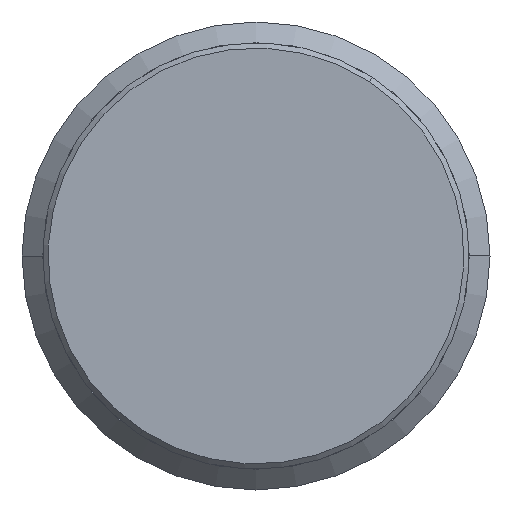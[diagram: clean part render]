
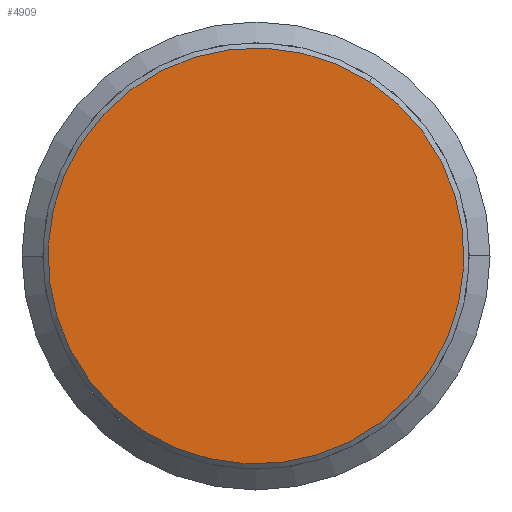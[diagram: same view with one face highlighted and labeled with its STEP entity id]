
A CAD part, left-side view. The second image highlights one B-rep face of the part: STEP entity #4909.
In plain terms, the highlighted planar face has unit normal (-1, 0, 0).
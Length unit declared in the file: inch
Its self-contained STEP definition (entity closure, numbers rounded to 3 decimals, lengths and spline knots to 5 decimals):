
#89 = EDGE_CURVE ( 'NONE', #2552, #2779, #2198, .T. ) ;
#447 = CARTESIAN_POINT ( 'NONE',  ( -0.01969, 0., 0. ) ) ;
#712 = CARTESIAN_POINT ( 'NONE',  ( -0.01969, 0., 0. ) ) ;
#1209 = ORIENTED_EDGE ( 'NONE', *, *, #3023, .F. ) ;
#1328 = DIRECTION ( 'NONE',  ( 0., 0.545, -0.838 ) ) ;
#1380 = EDGE_LOOP ( 'NONE', ( #4536, #1209 ) ) ;
#1779 = DIRECTION ( 'NONE',  ( 0., 0.545, -0.838 ) ) ;
#2198 = CIRCLE ( 'NONE', #5607, 0.31496 ) ;
#2310 = CARTESIAN_POINT ( 'NONE',  ( -0.01969, 0., 0. ) ) ;
#2552 = VERTEX_POINT ( 'NONE', #5234 ) ;
#2736 = DIRECTION ( 'NONE',  ( 1., 0., 0. ) ) ;
#2779 = VERTEX_POINT ( 'NONE', #3026 ) ;
#3023 = EDGE_CURVE ( 'NONE', #2779, #2552, #6392, .T. ) ;
#3026 = CARTESIAN_POINT ( 'NONE',  ( -0.01969, -0.17167, 0.26407 ) ) ;
#3847 = DIRECTION ( 'NONE',  ( 0., 0.545, -0.838 ) ) ;
#3856 = DIRECTION ( 'NONE',  ( 1., 0., 0. ) ) ;
#4529 = AXIS2_PLACEMENT_3D ( 'NONE', #447, #6341, #3847 ) ;
#4536 = ORIENTED_EDGE ( 'NONE', *, *, #89, .F. ) ;
#4909 = ADVANCED_FACE ( 'NONE', ( #5317 ), #5791, .F. ) ;
#5212 = AXIS2_PLACEMENT_3D ( 'NONE', #712, #2736, #1779 ) ;
#5234 = CARTESIAN_POINT ( 'NONE',  ( -0.01969, 0.17167, -0.26407 ) ) ;
#5317 = FACE_OUTER_BOUND ( 'NONE', #1380, .T. ) ;
#5607 = AXIS2_PLACEMENT_3D ( 'NONE', #2310, #3856, #1328 ) ;
#5791 = PLANE ( 'NONE',  #4529 ) ;
#6341 = DIRECTION ( 'NONE',  ( 1., 0., 0. ) ) ;
#6392 = CIRCLE ( 'NONE', #5212, 0.31496 ) ;
